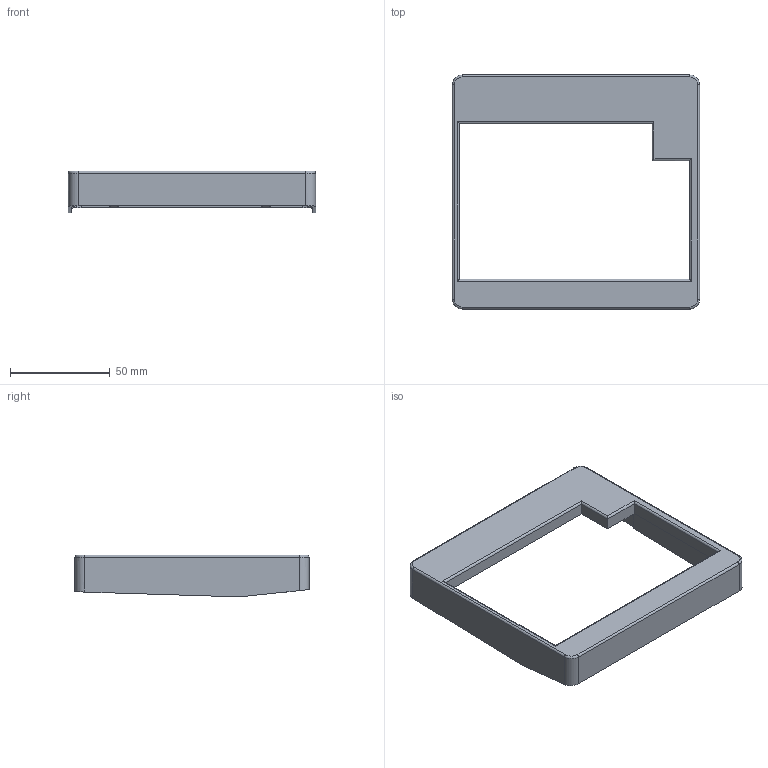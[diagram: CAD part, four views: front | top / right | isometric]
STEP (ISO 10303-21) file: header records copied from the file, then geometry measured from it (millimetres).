
FILE_DESCRIPTION(('HOOPS Exchange Step'),'2;1');
FILE_NAME('temp_export','2025-08-03T20:56:18+09:00',('chuns'),('Shapr3D Limited'),'HOOPS Exchange 2024.8','Shapr3D','Authorized');
FILE_SCHEMA( ('AP242_MANAGED_MODEL_BASED_3D_ENGINEERING_MIM_LF {1 0 10303 442 1 1 4}') );
Length unit declared in the file: millimetre
Products named in the file (3): top; left; root
Assembly tree (2 placements, depth 3):
  root
    left
      top
Bounding box: 124.17 x 117.57 x 21 mm (x, y, z)
Volume: 48555.7 mm3; surface area: 28978.9 mm2
Topology: 1 solids, 1 shells, 98 faces, 258 edges, 170 vertices
Faces by surface type: plane 68, cylinder 26, torus 4
Full cylindrical faces by diameter (mm): 3.5 x4
Entity records: 3110 total; most frequent: CARTESIAN_POINT 532, DIRECTION 528, ORIENTED_EDGE 516, EDGE_CURVE 258, VECTOR 196, LINE 196, VERTEX_POINT 170, AXIS2_PLACEMENT_3D 166
